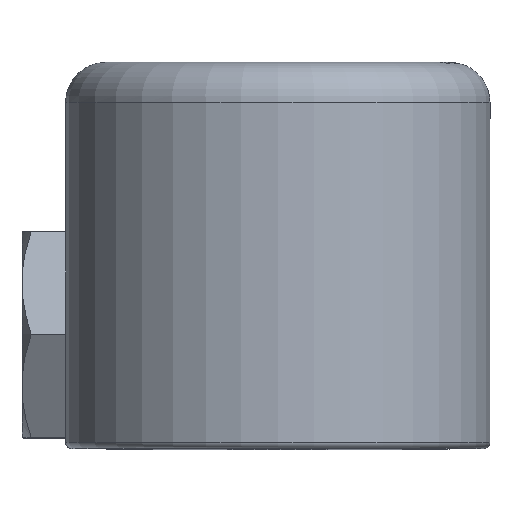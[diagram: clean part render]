
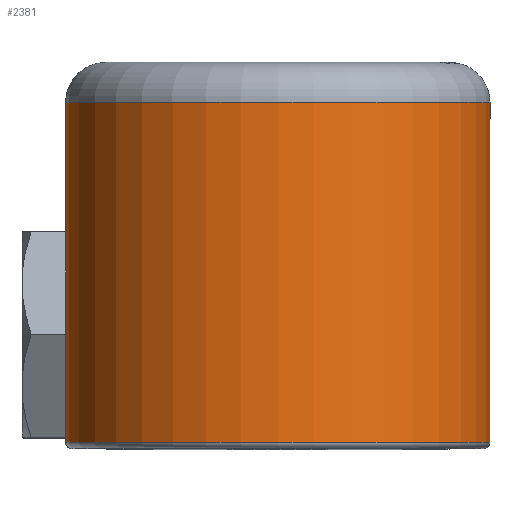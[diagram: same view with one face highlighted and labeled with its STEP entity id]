
A CAD part, top view. The second image highlights one B-rep face of the part: STEP entity #2381.
In plain terms, the highlighted cylindrical face has radius 17.45 mm (diameter 34.9 mm), a partial arc.
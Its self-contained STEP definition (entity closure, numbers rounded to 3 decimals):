
#853=CARTESIAN_POINT('',(0.,0.508,0.));
#854=DIRECTION('',(0.,-1.,0.));
#855=DIRECTION('',(0.987,0.,-0.159));
#856=AXIS2_PLACEMENT_3D('',#853,#854,#855);
#869=DIRECTION('',(0.,1.,0.));
#870=VECTOR('',#869,27.94);
#871=CARTESIAN_POINT('',(-17.229,0.508,-2.766));
#872=LINE('',#871,#870);
#924=CARTESIAN_POINT('',(0.,28.448,0.));
#925=DIRECTION('',(0.,1.,0.));
#926=DIRECTION('',(-0.987,0.,-0.159));
#927=AXIS2_PLACEMENT_3D('',#924,#925,#926);
#1128=DIRECTION('',(0.,1.,0.));
#1129=VECTOR('',#1128,27.94);
#1130=CARTESIAN_POINT('',(17.229,0.508,-2.766));
#1131=LINE('',#1130,#1129);
#1815=CARTESIAN_POINT('',(-17.229,28.448,-2.766));
#1816=CARTESIAN_POINT('',(17.229,28.448,-2.766));
#1817=VERTEX_POINT('',#1815);
#1818=VERTEX_POINT('',#1816);
#1839=CARTESIAN_POINT('',(-17.229,0.508,-2.766));
#1840=VERTEX_POINT('',#1839);
#1843=CARTESIAN_POINT('',(17.229,0.508,-2.766));
#1844=VERTEX_POINT('',#1843);
#2368=CARTESIAN_POINT('',(0.,0.,0.));
#2369=DIRECTION('',(0.,1.,0.));
#2370=DIRECTION('',(-1.,0.,0.));
#2371=AXIS2_PLACEMENT_3D('',#2368,#2369,#2370);
#2372=CYLINDRICAL_SURFACE('',#2371,17.45);
#2373=ORIENTED_EDGE('',*,*,#2362,.T.);
#2374=ORIENTED_EDGE('',*,*,#2260,.T.);
#2376=ORIENTED_EDGE('',*,*,#2375,.T.);
#2378=ORIENTED_EDGE('',*,*,#2377,.F.);
#2379=EDGE_LOOP('',(#2373,#2374,#2376,#2378));
#2380=FACE_OUTER_BOUND('',#2379,.F.);
#2381=ADVANCED_FACE('',(#2380),#2372,.T.);
#857=CIRCLE('',#856,17.45);
#928=CIRCLE('',#927,17.45);
#2260=EDGE_CURVE('',#1840,#1817,#872,.T.);
#2362=EDGE_CURVE('',#1844,#1840,#857,.T.);
#2375=EDGE_CURVE('',#1817,#1818,#928,.T.);
#2377=EDGE_CURVE('',#1844,#1818,#1131,.T.);
